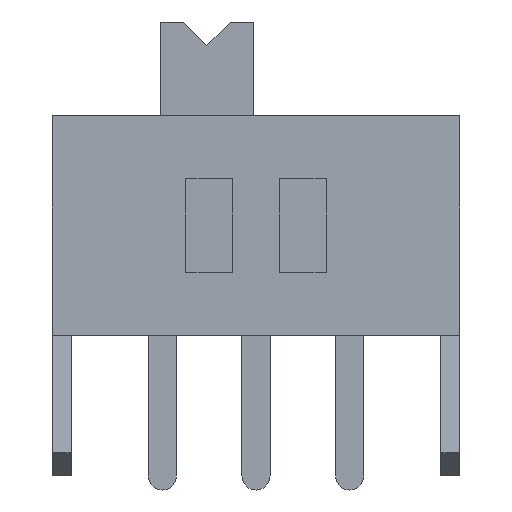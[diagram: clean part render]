
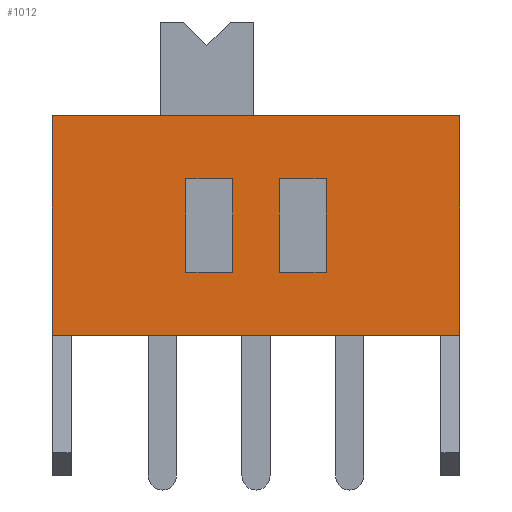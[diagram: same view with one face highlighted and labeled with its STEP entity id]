
A CAD part, front view. The second image highlights one B-rep face of the part: STEP entity #1012.
In plain terms, the highlighted planar face has unit normal (0, -1, 0).
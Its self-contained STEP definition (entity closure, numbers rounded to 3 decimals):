
#19=FACE_BOUND('',#151,.T.);
#20=FACE_BOUND('',#152,.T.);
#91=FACE_OUTER_BOUND('',#150,.T.);
#150=EDGE_LOOP('',(#886,#887,#888,#889));
#151=EDGE_LOOP('',(#890,#891,#892,#893));
#152=EDGE_LOOP('',(#894,#895,#896,#897));
#233=LINE('',#1531,#362);
#237=LINE('',#1539,#366);
#240=LINE('',#1545,#369);
#243=LINE('',#1550,#372);
#245=LINE('',#1556,#374);
#249=LINE('',#1564,#378);
#252=LINE('',#1570,#381);
#255=LINE('',#1575,#384);
#264=LINE('',#1593,#393);
#267=LINE('',#1598,#396);
#281=LINE('',#1627,#410);
#282=LINE('',#1629,#411);
#362=VECTOR('',#1257,10.);
#366=VECTOR('',#1263,10.);
#369=VECTOR('',#1268,10.);
#372=VECTOR('',#1273,10.);
#374=VECTOR('',#1279,10.);
#378=VECTOR('',#1285,10.);
#381=VECTOR('',#1290,10.);
#384=VECTOR('',#1295,10.);
#393=VECTOR('',#1310,10.);
#396=VECTOR('',#1315,10.);
#410=VECTOR('',#1341,10.);
#411=VECTOR('',#1344,10.);
#470=VERTEX_POINT('',#1529);
#471=VERTEX_POINT('',#1530);
#474=VERTEX_POINT('',#1538);
#476=VERTEX_POINT('',#1544);
#478=VERTEX_POINT('',#1554);
#479=VERTEX_POINT('',#1555);
#482=VERTEX_POINT('',#1563);
#484=VERTEX_POINT('',#1569);
#490=VERTEX_POINT('',#1590);
#491=VERTEX_POINT('',#1592);
#492=VERTEX_POINT('',#1596);
#501=VERTEX_POINT('',#1625);
#587=EDGE_CURVE('',#470,#471,#233,.T.);
#591=EDGE_CURVE('',#474,#470,#237,.T.);
#594=EDGE_CURVE('',#476,#474,#240,.T.);
#597=EDGE_CURVE('',#471,#476,#243,.T.);
#599=EDGE_CURVE('',#478,#479,#245,.T.);
#603=EDGE_CURVE('',#482,#478,#249,.T.);
#606=EDGE_CURVE('',#484,#482,#252,.T.);
#609=EDGE_CURVE('',#479,#484,#255,.T.);
#618=EDGE_CURVE('',#490,#491,#264,.T.);
#621=EDGE_CURVE('',#492,#490,#267,.T.);
#635=EDGE_CURVE('',#501,#492,#281,.T.);
#636=EDGE_CURVE('',#501,#491,#282,.T.);
#886=ORIENTED_EDGE('',*,*,#636,.T.);
#887=ORIENTED_EDGE('',*,*,#618,.F.);
#888=ORIENTED_EDGE('',*,*,#621,.F.);
#889=ORIENTED_EDGE('',*,*,#635,.F.);
#890=ORIENTED_EDGE('',*,*,#587,.T.);
#891=ORIENTED_EDGE('',*,*,#597,.T.);
#892=ORIENTED_EDGE('',*,*,#594,.T.);
#893=ORIENTED_EDGE('',*,*,#591,.T.);
#894=ORIENTED_EDGE('',*,*,#599,.T.);
#895=ORIENTED_EDGE('',*,*,#609,.T.);
#896=ORIENTED_EDGE('',*,*,#606,.T.);
#897=ORIENTED_EDGE('',*,*,#603,.T.);
#957=PLANE('',#1089);
#1012=ADVANCED_FACE('',(#91,#19,#20),#957,.F.);
#1089=AXIS2_PLACEMENT_3D('',#1628,#1342,#1343);
#1257=DIRECTION('',(0.,0.,1.));
#1263=DIRECTION('',(-1.,0.,0.));
#1268=DIRECTION('',(0.,0.,-1.));
#1273=DIRECTION('',(1.,0.,0.));
#1279=DIRECTION('',(0.,0.,-1.));
#1285=DIRECTION('',(1.,0.,0.));
#1290=DIRECTION('',(0.,0.,1.));
#1295=DIRECTION('',(-1.,0.,0.));
#1310=DIRECTION('',(-1.,0.,0.));
#1315=DIRECTION('',(0.,0.,-1.));
#1341=DIRECTION('',(1.,0.,0.));
#1342=DIRECTION('center_axis',(0.,1.,0.));
#1343=DIRECTION('ref_axis',(0.,0.,-1.));
#1344=DIRECTION('',(0.,0.,-1.));
#1529=CARTESIAN_POINT('',(2.85,0.,1.35));
#1530=CARTESIAN_POINT('',(2.85,0.,3.35));
#1531=CARTESIAN_POINT('',(2.85,0.,1.85));
#1538=CARTESIAN_POINT('',(3.85,0.,1.35));
#1539=CARTESIAN_POINT('',(4.1,0.,1.35));
#1544=CARTESIAN_POINT('',(3.85,0.,3.35));
#1545=CARTESIAN_POINT('',(3.85,0.,2.85));
#1550=CARTESIAN_POINT('',(3.6,0.,3.35));
#1554=CARTESIAN_POINT('',(5.85,0.,3.35));
#1555=CARTESIAN_POINT('',(5.85,0.,1.35));
#1556=CARTESIAN_POINT('',(5.85,0.,2.85));
#1563=CARTESIAN_POINT('',(4.85,0.,3.35));
#1564=CARTESIAN_POINT('',(4.6,0.,3.35));
#1569=CARTESIAN_POINT('',(4.85,0.,1.35));
#1570=CARTESIAN_POINT('',(4.85,0.,1.85));
#1575=CARTESIAN_POINT('',(5.1,0.,1.35));
#1590=CARTESIAN_POINT('',(8.7,0.,0.));
#1592=CARTESIAN_POINT('',(0.,0.,0.));
#1593=CARTESIAN_POINT('',(4.35,0.,0.));
#1596=CARTESIAN_POINT('',(8.7,0.,4.7));
#1598=CARTESIAN_POINT('',(8.7,0.,2.35));
#1625=CARTESIAN_POINT('',(0.,0.,4.7));
#1627=CARTESIAN_POINT('',(4.35,0.,4.7));
#1628=CARTESIAN_POINT('Origin',(4.35,0.,2.35));
#1629=CARTESIAN_POINT('',(0.,0.,2.35));
